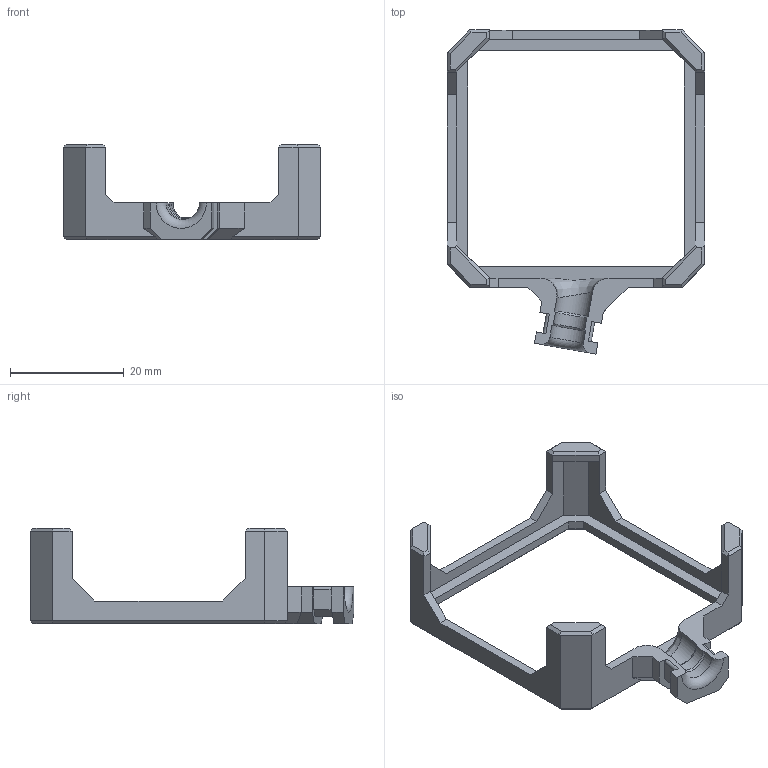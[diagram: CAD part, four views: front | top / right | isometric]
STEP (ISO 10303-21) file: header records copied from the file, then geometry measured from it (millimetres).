
FILE_DESCRIPTION(/* description */ (''),/* implementation_level */ '2;1');
FILE_NAME(/* name */ 'X strain relief.step',/* time_stamp */ '2021-01-31T16:26:04+01:00',/* author */ (''),/* organization */ (''),/* preprocessor_version */ 'ST-DEVELOPER v18.1',/* originating_system */ 'Autodesk Translation Framework v9.7.1.1290',/* authorisation */ '');
FILE_SCHEMA (('AUTOMOTIVE_DESIGN { 1 0 10303 214 3 1 1 }'));
Length unit declared in the file: millimetre
Products named in the file (1): X Strain Relief
Bounding box: 45.25 x 57.01 x 16.8 mm (x, y, z)
Volume: 3365.1 mm3; surface area: 4323 mm2
Topology: 1 solids, 1 shells, 132 faces, 340 edges, 210 vertices
Faces by surface type: plane 123, cylinder 5, cone 2, bspline 1, torus 1
Entity records: 3991 total; most frequent: CARTESIAN_POINT 767, ORIENTED_EDGE 680, DIRECTION 616, EDGE_CURVE 340, LINE 322, VECTOR 322, VERTEX_POINT 210, AXIS2_PLACEMENT_3D 147
